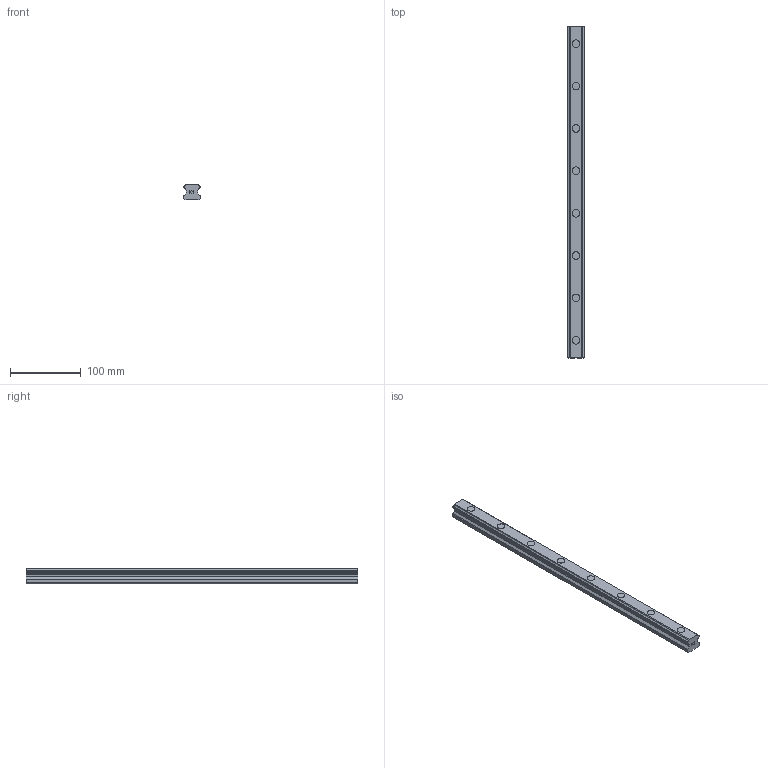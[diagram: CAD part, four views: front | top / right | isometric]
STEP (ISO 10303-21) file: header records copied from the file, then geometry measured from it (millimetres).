
FILE_DESCRIPTION(('STEP AP214'),'1');
FILE_NAME('cctmp_4B41AB53-36C7-42FF-93C1-53BD78BB2AE3_2020_6_9_10_47_4_583..stp','2020-06-09T08:47:04',('HIWIN GmbH'),('CADClick - www.CADClick.com'),'Spatial InterOp 3D',' ','unknown authorization');
FILE_SCHEMA(('AUTOMOTIVE_DESIGN'));
Length unit declared in the file: millimetre
Products named in the file (1): HGR25R470H_FILE
Bounding box: 23 x 470 x 22 mm (x, y, z)
Volume: 195186.3 mm3; surface area: 49127.7 mm2
Topology: 1 solids, 1 shells, 207 faces, 555 edges, 370 vertices
Faces by surface type: plane 137, cylinder 70
Entity records: 8213 total; most frequent: DIRECTION 1175, CARTESIAN_POINT 1133, ORIENTED_EDGE 1110, EDGE_CURVE 555, AXIS2_PLACEMENT_3D 412, VERTEX_POINT 370, LINE 351, VECTOR 351
